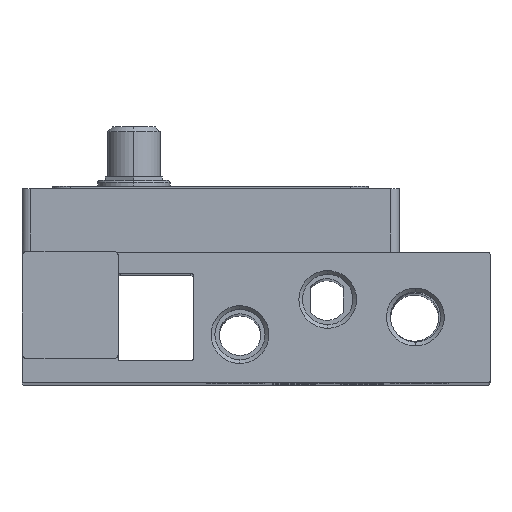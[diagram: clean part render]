
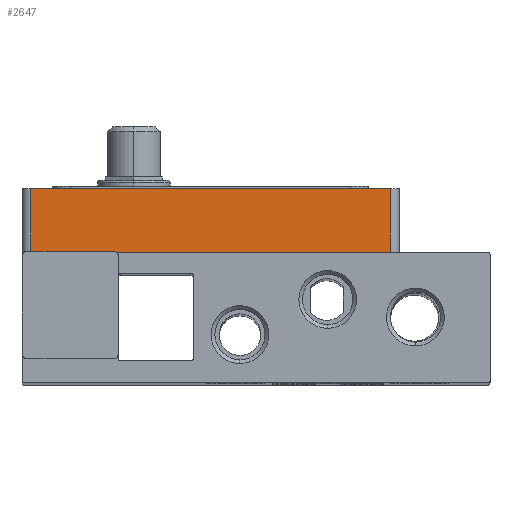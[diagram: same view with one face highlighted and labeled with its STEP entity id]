
A CAD part, top view. The second image highlights one B-rep face of the part: STEP entity #2647.
In plain terms, the highlighted planar face has unit normal (0, 0, 1).
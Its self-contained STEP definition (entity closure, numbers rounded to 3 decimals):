
#298 = VECTOR ( 'NONE', #681, 1000. ) ;
#335 = ORIENTED_EDGE ( 'NONE', *, *, #2280, .F. ) ;
#681 = DIRECTION ( 'NONE',  ( -1., 0., 0. ) ) ;
#906 = CARTESIAN_POINT ( 'NONE',  ( 84., 29.8, -9. ) ) ;
#997 = ORIENTED_EDGE ( 'NONE', *, *, #7981, .F. ) ;
#1048 = DIRECTION ( 'NONE',  ( -1., 0., 0. ) ) ;
#1118 = CARTESIAN_POINT ( 'NONE',  ( 2., 44.3, -9. ) ) ;
#2240 = PLANE ( 'NONE',  #10895 ) ;
#2280 = EDGE_CURVE ( 'NONE', #6605, #10564, #5220, .T. ) ;
#2647 = ADVANCED_FACE ( 'NONE', ( #3079 ), #2240, .F. ) ;
#2716 = VERTEX_POINT ( 'NONE', #906 ) ;
#3079 = FACE_OUTER_BOUND ( 'NONE', #3713, .T. ) ;
#3713 = EDGE_LOOP ( 'NONE', ( #997, #335, #13516, #4480 ) ) ;
#3898 = VERTEX_POINT ( 'NONE', #13719 ) ;
#4480 = ORIENTED_EDGE ( 'NONE', *, *, #11216, .F. ) ;
#5107 = CARTESIAN_POINT ( 'NONE',  ( 2., 44.3, -9. ) ) ;
#5176 = DIRECTION ( 'NONE',  ( 0., 1., 0. ) ) ;
#5220 = LINE ( 'NONE', #6494, #5566 ) ;
#5421 = DIRECTION ( 'NONE',  ( 0., -1., 0. ) ) ;
#5566 = VECTOR ( 'NONE', #12776, 1000. ) ;
#6101 = VECTOR ( 'NONE', #5421, 1000. ) ;
#6494 = CARTESIAN_POINT ( 'NONE',  ( 2., 44.3, -9. ) ) ;
#6605 = VERTEX_POINT ( 'NONE', #12202 ) ;
#7242 = VECTOR ( 'NONE', #5176, 1000. ) ;
#7981 = EDGE_CURVE ( 'NONE', #10564, #2716, #10940, .T. ) ;
#9658 = DIRECTION ( 'NONE',  ( 0., 0., -1. ) ) ;
#9909 = EDGE_CURVE ( 'NONE', #3898, #6605, #10340, .T. ) ;
#10340 = LINE ( 'NONE', #5107, #7242 ) ;
#10564 = VERTEX_POINT ( 'NONE', #12015 ) ;
#10895 = AXIS2_PLACEMENT_3D ( 'NONE', #1118, #9658, #1048 ) ;
#10940 = LINE ( 'NONE', #12905, #6101 ) ;
#11216 = EDGE_CURVE ( 'NONE', #2716, #3898, #12480, .T. ) ;
#12015 = CARTESIAN_POINT ( 'NONE',  ( 84., 44.3, -9. ) ) ;
#12202 = CARTESIAN_POINT ( 'NONE',  ( 2., 44.3, -9. ) ) ;
#12480 = LINE ( 'NONE', #13396, #298 ) ;
#12776 = DIRECTION ( 'NONE',  ( 1., 0., 0. ) ) ;
#12905 = CARTESIAN_POINT ( 'NONE',  ( 84., 44.3, -9. ) ) ;
#13396 = CARTESIAN_POINT ( 'NONE',  ( 106.2, 29.8, -9. ) ) ;
#13516 = ORIENTED_EDGE ( 'NONE', *, *, #9909, .F. ) ;
#13719 = CARTESIAN_POINT ( 'NONE',  ( 2., 29.8, -9. ) ) ;
